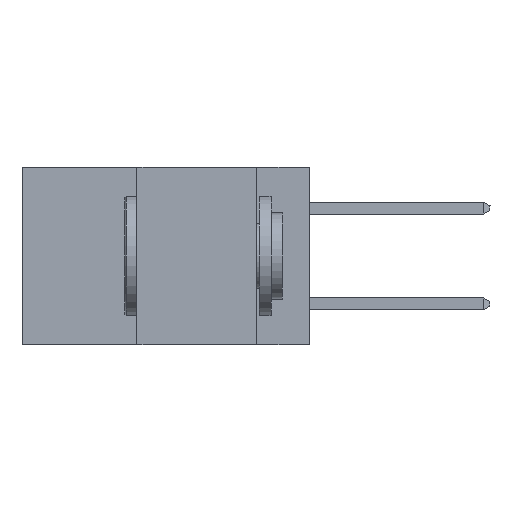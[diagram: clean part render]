
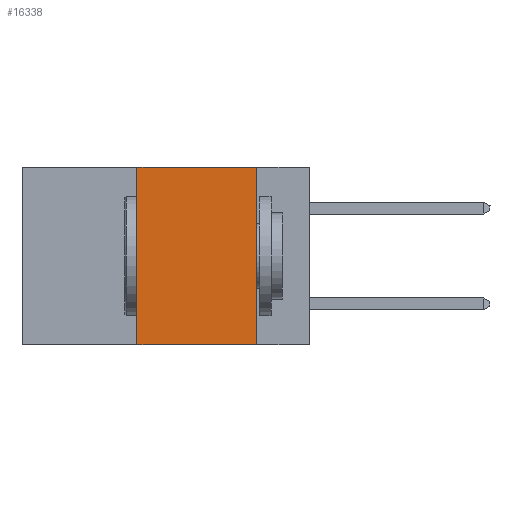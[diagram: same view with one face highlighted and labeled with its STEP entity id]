
A CAD part, left-side view. The second image highlights one B-rep face of the part: STEP entity #16338.
In plain terms, the highlighted planar face has unit normal (-1, 0, 0).
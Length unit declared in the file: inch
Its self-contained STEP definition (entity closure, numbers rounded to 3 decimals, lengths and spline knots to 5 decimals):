
#278 = CARTESIAN_POINT ( 'NONE',  ( 0., 0.11, 0. ) ) ;
#2300 = LINE ( 'NONE', #4133, #35029 ) ;
#3609 = CARTESIAN_POINT ( 'NONE',  ( 0., 0.6, 0. ) ) ;
#4133 = CARTESIAN_POINT ( 'NONE',  ( 0., 0.6, 0. ) ) ;
#5369 = EDGE_CURVE ( 'NONE', #28810, #13541, #2300, .T. ) ;
#6265 = VECTOR ( 'NONE', #29296, 39.37008 ) ;
#6462 = CARTESIAN_POINT ( 'NONE',  ( 0., 0.6, -0.37 ) ) ;
#6807 = DIRECTION ( 'NONE',  ( 0., 0., -1. ) ) ;
#7331 = DIRECTION ( 'NONE',  ( 0., -1., 0. ) ) ;
#10136 = CARTESIAN_POINT ( 'NONE',  ( 0., 0.11, -0.37 ) ) ;
#10204 = VERTEX_POINT ( 'NONE', #10136 ) ;
#10254 = FACE_OUTER_BOUND ( 'NONE', #20123, .T. ) ;
#10850 = ORIENTED_EDGE ( 'NONE', *, *, #18773, .T. ) ;
#11956 = VECTOR ( 'NONE', #39818, 39.37008 ) ;
#13541 = VERTEX_POINT ( 'NONE', #278 ) ;
#14345 = ORIENTED_EDGE ( 'NONE', *, *, #16408, .F. ) ;
#16094 = DIRECTION ( 'NONE',  ( 0., -1., 0. ) ) ;
#16338 = ADVANCED_FACE ( 'NONE', ( #10254 ), #22692, .F. ) ;
#16381 = ORIENTED_EDGE ( 'NONE', *, *, #5369, .F. ) ;
#16408 = EDGE_CURVE ( 'NONE', #13541, #10204, #25177, .T. ) ;
#16582 = VERTEX_POINT ( 'NONE', #33236 ) ;
#18773 = EDGE_CURVE ( 'NONE', #16582, #10204, #20712, .T. ) ;
#20123 = EDGE_LOOP ( 'NONE', ( #14345, #16381, #26778, #10850 ) ) ;
#20478 = LINE ( 'NONE', #33538, #11956 ) ;
#20712 = LINE ( 'NONE', #6462, #36425 ) ;
#21435 = EDGE_CURVE ( 'NONE', #16582, #28810, #20478, .T. ) ;
#22692 = PLANE ( 'NONE',  #26376 ) ;
#23100 = CARTESIAN_POINT ( 'NONE',  ( 0., 0.11, 0. ) ) ;
#25177 = LINE ( 'NONE', #23100, #6265 ) ;
#25868 = DIRECTION ( 'NONE',  ( 1., 0., 0. ) ) ;
#26376 = AXIS2_PLACEMENT_3D ( 'NONE', #3609, #25868, #6807 ) ;
#26778 = ORIENTED_EDGE ( 'NONE', *, *, #21435, .F. ) ;
#27967 = CARTESIAN_POINT ( 'NONE',  ( 0., 0.36, 0. ) ) ;
#28810 = VERTEX_POINT ( 'NONE', #27967 ) ;
#29296 = DIRECTION ( 'NONE',  ( 0., 0., -1. ) ) ;
#33236 = CARTESIAN_POINT ( 'NONE',  ( 0., 0.36, -0.37 ) ) ;
#33538 = CARTESIAN_POINT ( 'NONE',  ( 0., 0.36, 0. ) ) ;
#35029 = VECTOR ( 'NONE', #7331, 39.37008 ) ;
#36425 = VECTOR ( 'NONE', #16094, 39.37008 ) ;
#39818 = DIRECTION ( 'NONE',  ( 0., 0., 1. ) ) ;
